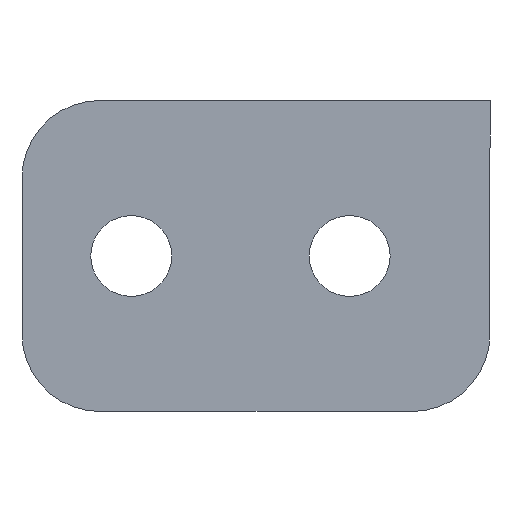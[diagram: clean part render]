
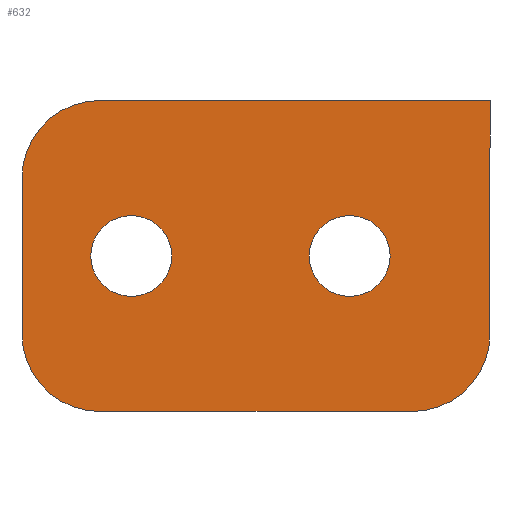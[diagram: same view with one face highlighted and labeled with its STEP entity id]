
A CAD part, left-side view. The second image highlights one B-rep face of the part: STEP entity #632.
In plain terms, the highlighted planar face has unit normal (-1, 0, 0).
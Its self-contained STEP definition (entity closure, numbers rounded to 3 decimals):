
#36=FACE_BOUND('',#116,.T.);
#37=FACE_BOUND('',#117,.T.);
#52=CIRCLE('',#671,5.);
#53=CIRCLE('',#674,5.);
#54=CIRCLE('',#677,5.);
#56=CIRCLE('',#682,2.6);
#57=CIRCLE('',#684,2.6);
#77=FACE_OUTER_BOUND('',#115,.T.);
#115=EDGE_LOOP('',(#532,#533,#534,#535,#536,#537,#538,#539));
#116=EDGE_LOOP('',(#540));
#117=EDGE_LOOP('',(#541));
#154=LINE('',#944,#223);
#160=LINE('',#955,#229);
#181=LINE('',#1008,#250);
#184=LINE('',#1016,#253);
#186=LINE('',#1022,#255);
#223=VECTOR('',#753,10.);
#229=VECTOR('',#763,10.);
#250=VECTOR('',#808,10.);
#253=VECTOR('',#817,10.);
#255=VECTOR('',#825,10.);
#295=VERTEX_POINT('',#941);
#296=VERTEX_POINT('',#943);
#299=VERTEX_POINT('',#953);
#318=VERTEX_POINT('',#1002);
#319=VERTEX_POINT('',#1004);
#320=VERTEX_POINT('',#1010);
#321=VERTEX_POINT('',#1014);
#322=VERTEX_POINT('',#1018);
#323=VERTEX_POINT('',#1026);
#324=VERTEX_POINT('',#1030);
#358=EDGE_CURVE('',#295,#296,#154,.T.);
#365=EDGE_CURVE('',#299,#295,#160,.T.);
#391=EDGE_CURVE('',#318,#319,#52,.T.);
#393=EDGE_CURVE('',#318,#296,#181,.T.);
#395=EDGE_CURVE('',#320,#299,#53,.T.);
#397=EDGE_CURVE('',#320,#321,#184,.T.);
#399=EDGE_CURVE('',#322,#321,#54,.T.);
#400=EDGE_CURVE('',#322,#319,#186,.T.);
#403=EDGE_CURVE('',#323,#323,#56,.T.);
#405=EDGE_CURVE('',#324,#324,#57,.T.);
#532=ORIENTED_EDGE('',*,*,#391,.F.);
#533=ORIENTED_EDGE('',*,*,#393,.T.);
#534=ORIENTED_EDGE('',*,*,#358,.F.);
#535=ORIENTED_EDGE('',*,*,#365,.F.);
#536=ORIENTED_EDGE('',*,*,#395,.F.);
#537=ORIENTED_EDGE('',*,*,#397,.T.);
#538=ORIENTED_EDGE('',*,*,#399,.F.);
#539=ORIENTED_EDGE('',*,*,#400,.T.);
#540=ORIENTED_EDGE('',*,*,#405,.F.);
#541=ORIENTED_EDGE('',*,*,#403,.F.);
#604=PLANE('',#685);
#632=ADVANCED_FACE('',(#77,#36,#37),#604,.F.);
#671=AXIS2_PLACEMENT_3D('',#1005,#803,#804);
#674=AXIS2_PLACEMENT_3D('',#1012,#812,#813);
#677=AXIS2_PLACEMENT_3D('',#1020,#821,#822);
#682=AXIS2_PLACEMENT_3D('',#1028,#833,#834);
#684=AXIS2_PLACEMENT_3D('',#1032,#838,#839);
#685=AXIS2_PLACEMENT_3D('',#1033,#840,#841);
#753=DIRECTION('',(0.,0.,-1.));
#763=DIRECTION('',(0.,-1.,0.));
#803=DIRECTION('center_axis',(1.,0.,0.));
#804=DIRECTION('ref_axis',(0.,-0.707,-0.707));
#808=DIRECTION('',(0.,0.,1.));
#812=DIRECTION('center_axis',(1.,0.,0.));
#813=DIRECTION('ref_axis',(0.,0.707,0.707));
#817=DIRECTION('',(0.,0.,-1.));
#821=DIRECTION('center_axis',(1.,0.,0.));
#822=DIRECTION('ref_axis',(0.,0.707,-0.707));
#825=DIRECTION('',(0.,-1.,0.));
#833=DIRECTION('center_axis',(-1.,0.,0.));
#834=DIRECTION('ref_axis',(0.,1.,0.));
#838=DIRECTION('center_axis',(-1.,0.,0.));
#839=DIRECTION('ref_axis',(0.,1.,0.));
#840=DIRECTION('center_axis',(1.,0.,0.));
#841=DIRECTION('ref_axis',(0.,1.,0.));
#941=CARTESIAN_POINT('',(20.,115.9,-62.));
#943=CARTESIAN_POINT('',(20.,115.9,-65.));
#944=CARTESIAN_POINT('',(20.,115.9,-62.));
#953=CARTESIAN_POINT('',(20.,141.,-62.));
#955=CARTESIAN_POINT('',(20.,146.,-62.));
#1002=CARTESIAN_POINT('',(20.,115.9,-77.));
#1004=CARTESIAN_POINT('',(20.,120.9,-82.));
#1005=CARTESIAN_POINT('Origin',(20.,120.9,-77.));
#1008=CARTESIAN_POINT('',(20.,115.9,-82.));
#1010=CARTESIAN_POINT('',(20.,146.,-67.));
#1012=CARTESIAN_POINT('Origin',(20.,141.,-67.));
#1014=CARTESIAN_POINT('',(20.,146.,-77.));
#1016=CARTESIAN_POINT('',(20.,146.,-62.));
#1018=CARTESIAN_POINT('',(20.,141.,-82.));
#1020=CARTESIAN_POINT('Origin',(20.,141.,-77.));
#1022=CARTESIAN_POINT('',(20.,146.,-82.));
#1026=CARTESIAN_POINT('',(20.,136.375,-72.));
#1028=CARTESIAN_POINT('Origin',(20.,138.975,-72.));
#1030=CARTESIAN_POINT('',(20.,122.325,-72.));
#1032=CARTESIAN_POINT('Origin',(20.,124.925,-72.));
#1033=CARTESIAN_POINT('Origin',(20.,130.95,-72.));
